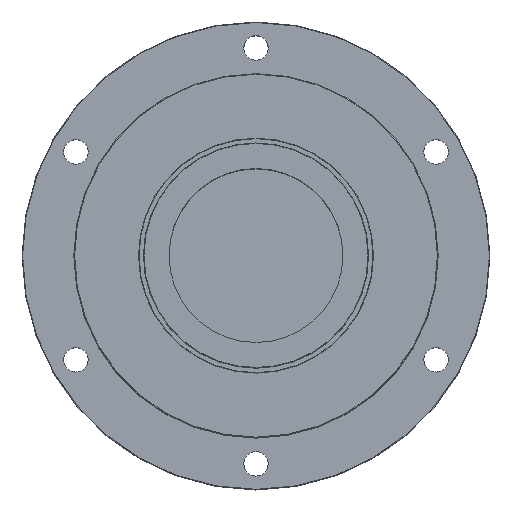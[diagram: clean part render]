
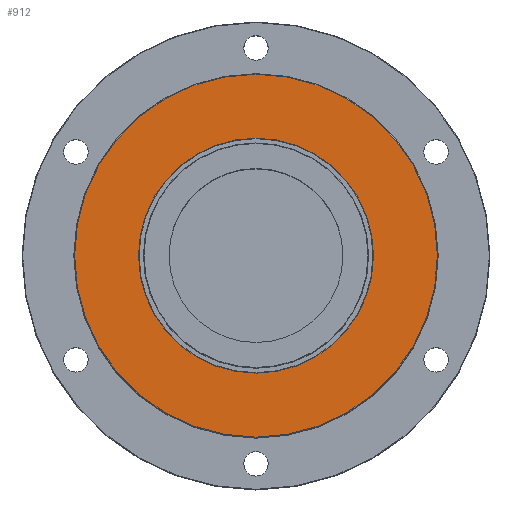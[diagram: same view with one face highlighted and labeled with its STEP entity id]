
A CAD part, top view. The second image highlights one B-rep face of the part: STEP entity #912.
In plain terms, the highlighted planar face has unit normal (0, 0, 1).
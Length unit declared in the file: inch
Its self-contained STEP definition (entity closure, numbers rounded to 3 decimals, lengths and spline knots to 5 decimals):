
#199 = VERTEX_POINT ( 'NONE', #345 ) ;
#200 = VERTEX_POINT ( 'NONE', #346 ) ;
#203 = VERTEX_POINT ( 'NONE', #349 ) ;
#204 = VERTEX_POINT ( 'NONE', #350 ) ;
#345 = CARTESIAN_POINT ( 'NONE',  ( 2.26, 0., -2.07 ) ) ;
#346 = CARTESIAN_POINT ( 'NONE',  ( -2.26, 0., -2.07 ) ) ;
#349 = CARTESIAN_POINT ( 'NONE',  ( 3.49, 0., -2.07 ) ) ;
#350 = CARTESIAN_POINT ( 'NONE',  ( -3.49, 0., -2.07 ) ) ;
#450 = EDGE_LOOP ( 'NONE', ( #1280, #1281 ) ) ;
#464 = EDGE_LOOP ( 'NONE', ( #1282, #1283 ) ) ;
#701 = EDGE_CURVE ( 'NONE', #203, #204, #2466, .T. ) ;
#704 = EDGE_CURVE ( 'NONE', #199, #200, #2469, .T. ) ;
#781 = EDGE_CURVE ( 'NONE', #204, #203, #862, .T. ) ;
#782 = EDGE_CURVE ( 'NONE', #200, #199, #864, .T. ) ;
#862 = CIRCLE ( 'NONE', #1891, 3.49 ) ;
#864 = CIRCLE ( 'NONE', #1893, 2.26 ) ;
#912 = ADVANCED_FACE ( 'NONE', ( #1033, #1026 ), #1502, .F. ) ;
#1026 = FACE_BOUND ( 'NONE', #464, .T. ) ;
#1033 = FACE_OUTER_BOUND ( 'NONE', #450, .T. ) ;
#1280 = ORIENTED_EDGE ( 'NONE', *, *, #781, .T. ) ;
#1281 = ORIENTED_EDGE ( 'NONE', *, *, #701, .T. ) ;
#1282 = ORIENTED_EDGE ( 'NONE', *, *, #782, .T. ) ;
#1283 = ORIENTED_EDGE ( 'NONE', *, *, #704, .T. ) ;
#1502 = PLANE ( 'NONE',  #2033 ) ;
#1504 = CARTESIAN_POINT ( 'NONE',  ( 0., 0., -2.07 ) ) ;
#1521 = DIRECTION ( 'NONE',  ( 0., 0., -1. ) ) ;
#1523 = DIRECTION ( 'NONE',  ( -1., 0., 0. ) ) ;
#1772 = AXIS2_PLACEMENT_3D ( 'NONE', #2814, #2815, #2816 ) ;
#1779 = AXIS2_PLACEMENT_3D ( 'NONE', #2823, #2824, #2825 ) ;
#1891 = AXIS2_PLACEMENT_3D ( 'NONE', #3027, #3034, #3035 ) ;
#1893 = AXIS2_PLACEMENT_3D ( 'NONE', #3030, #3037, #3038 ) ;
#2033 = AXIS2_PLACEMENT_3D ( 'NONE', #1504, #1521, #1523 ) ;
#2466 = CIRCLE ( 'NONE', #1772, 3.49 ) ;
#2469 = CIRCLE ( 'NONE', #1779, 2.26 ) ;
#2814 = CARTESIAN_POINT ( 'NONE',  ( 0., 0., -2.07 ) ) ;
#2815 = DIRECTION ( 'NONE',  ( 0., 0., 1. ) ) ;
#2816 = DIRECTION ( 'NONE',  ( -1., 0., 0. ) ) ;
#2823 = CARTESIAN_POINT ( 'NONE',  ( 0., 0., -2.07 ) ) ;
#2824 = DIRECTION ( 'NONE',  ( 0., 0., -1. ) ) ;
#2825 = DIRECTION ( 'NONE',  ( -1., 0., 0. ) ) ;
#3027 = CARTESIAN_POINT ( 'NONE',  ( 0., 0., -2.07 ) ) ;
#3030 = CARTESIAN_POINT ( 'NONE',  ( 0., 0., -2.07 ) ) ;
#3034 = DIRECTION ( 'NONE',  ( 0., 0., 1. ) ) ;
#3035 = DIRECTION ( 'NONE',  ( -1., 0., 0. ) ) ;
#3037 = DIRECTION ( 'NONE',  ( 0., 0., -1. ) ) ;
#3038 = DIRECTION ( 'NONE',  ( -1., 0., 0. ) ) ;
